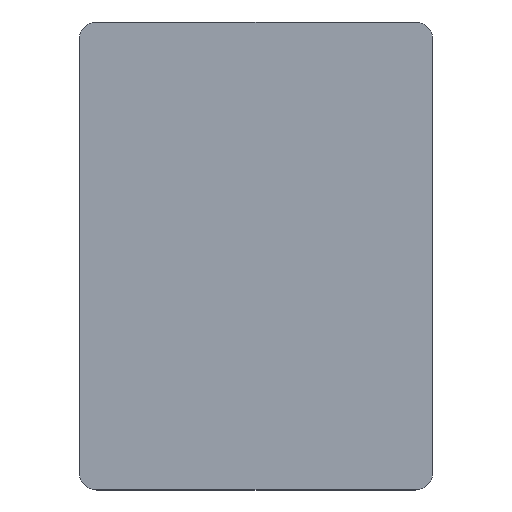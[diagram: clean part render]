
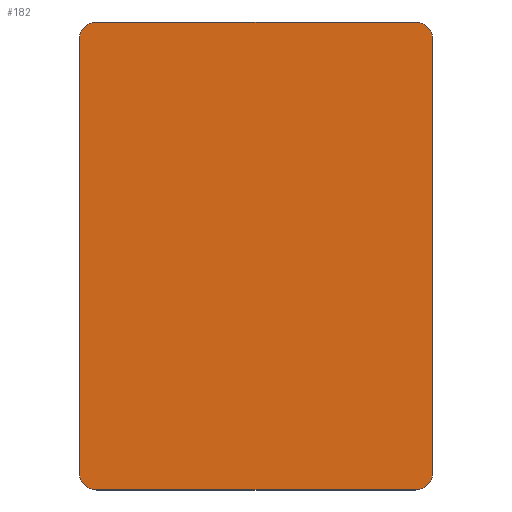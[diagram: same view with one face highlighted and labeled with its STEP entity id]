
A CAD part, top view. The second image highlights one B-rep face of the part: STEP entity #182.
In plain terms, the highlighted planar face has unit normal (0, 0, 1).
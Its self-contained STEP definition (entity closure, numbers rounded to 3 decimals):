
#20=PLANE('',#214);
#30=FACE_OUTER_BOUND('',#40,.T.);
#40=EDGE_LOOP('',(#154,#155,#156,#157,#158,#159,#160,#161));
#45=LINE('',#284,#61);
#49=LINE('',#296,#65);
#53=LINE('',#308,#69);
#57=LINE('',#318,#73);
#61=VECTOR('',#229,10.);
#65=VECTOR('',#241,10.);
#69=VECTOR('',#253,10.);
#73=VECTOR('',#265,10.);
#75=CIRCLE('',#200,1.27);
#77=CIRCLE('',#204,1.27);
#79=CIRCLE('',#208,1.27);
#81=CIRCLE('',#212,1.27);
#84=VERTEX_POINT('',#275);
#85=VERTEX_POINT('',#277);
#87=VERTEX_POINT('',#283);
#89=VERTEX_POINT('',#289);
#91=VERTEX_POINT('',#295);
#93=VERTEX_POINT('',#301);
#95=VERTEX_POINT('',#307);
#97=VERTEX_POINT('',#313);
#100=EDGE_CURVE('',#85,#84,#75,.T.);
#103=EDGE_CURVE('',#87,#85,#45,.T.);
#106=EDGE_CURVE('',#89,#87,#77,.T.);
#109=EDGE_CURVE('',#91,#89,#49,.T.);
#112=EDGE_CURVE('',#93,#91,#79,.T.);
#115=EDGE_CURVE('',#95,#93,#53,.T.);
#118=EDGE_CURVE('',#97,#95,#81,.T.);
#121=EDGE_CURVE('',#84,#97,#57,.T.);
#154=ORIENTED_EDGE('',*,*,#121,.T.);
#155=ORIENTED_EDGE('',*,*,#118,.T.);
#156=ORIENTED_EDGE('',*,*,#115,.T.);
#157=ORIENTED_EDGE('',*,*,#112,.T.);
#158=ORIENTED_EDGE('',*,*,#109,.T.);
#159=ORIENTED_EDGE('',*,*,#106,.T.);
#160=ORIENTED_EDGE('',*,*,#103,.T.);
#161=ORIENTED_EDGE('',*,*,#100,.T.);
#182=ADVANCED_FACE('',(#30),#20,.T.);
#200=AXIS2_PLACEMENT_3D('',#278,#223,#224);
#204=AXIS2_PLACEMENT_3D('',#290,#235,#236);
#208=AXIS2_PLACEMENT_3D('',#302,#247,#248);
#212=AXIS2_PLACEMENT_3D('',#314,#259,#260);
#214=AXIS2_PLACEMENT_3D('',#319,#266,#267);
#223=DIRECTION('center_axis',(0.,0.,1.));
#224=DIRECTION('ref_axis',(0.,1.,0.));
#229=DIRECTION('',(-1.,0.,0.));
#235=DIRECTION('center_axis',(0.,0.,1.));
#236=DIRECTION('ref_axis',(1.,0.,0.));
#241=DIRECTION('',(0.,1.,0.));
#247=DIRECTION('center_axis',(0.,0.,1.));
#248=DIRECTION('ref_axis',(0.,-1.,0.));
#253=DIRECTION('',(1.,0.,0.));
#259=DIRECTION('center_axis',(0.,0.,1.));
#260=DIRECTION('ref_axis',(-1.,0.,0.));
#265=DIRECTION('',(0.,-1.,0.));
#266=DIRECTION('center_axis',(0.,0.,1.));
#267=DIRECTION('ref_axis',(1.,0.,0.));
#275=CARTESIAN_POINT('',(-12.954,15.875,3.1));
#277=CARTESIAN_POINT('',(-11.684,17.145,3.1));
#278=CARTESIAN_POINT('Origin',(-11.684,15.875,3.1));
#283=CARTESIAN_POINT('',(11.684,17.145,3.1));
#284=CARTESIAN_POINT('',(-11.684,17.145,3.1));
#289=CARTESIAN_POINT('',(12.954,15.875,3.1));
#290=CARTESIAN_POINT('Origin',(11.684,15.875,3.1));
#295=CARTESIAN_POINT('',(12.954,-15.875,3.1));
#296=CARTESIAN_POINT('',(12.954,15.875,3.1));
#301=CARTESIAN_POINT('',(11.684,-17.145,3.1));
#302=CARTESIAN_POINT('Origin',(11.684,-15.875,3.1));
#307=CARTESIAN_POINT('',(-11.684,-17.145,3.1));
#308=CARTESIAN_POINT('',(11.684,-17.145,3.1));
#313=CARTESIAN_POINT('',(-12.954,-15.875,3.1));
#314=CARTESIAN_POINT('Origin',(-11.684,-15.875,3.1));
#318=CARTESIAN_POINT('',(-12.954,-15.875,3.1));
#319=CARTESIAN_POINT('Origin',(0.,0.,3.1));
